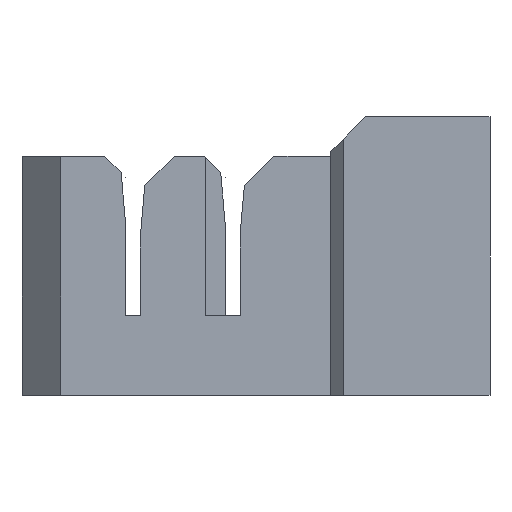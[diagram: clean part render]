
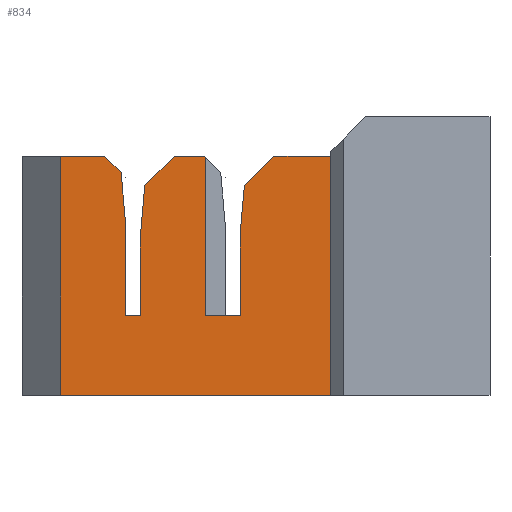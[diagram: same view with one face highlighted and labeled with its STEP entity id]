
A CAD part, front view. The second image highlights one B-rep face of the part: STEP entity #834.
In plain terms, the highlighted planar face has unit normal (0, -1, 0).
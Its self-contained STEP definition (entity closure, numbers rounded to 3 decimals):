
#112 = DIRECTION ( 'NONE',  ( -0.707, 0., 0.707 ) ) ;
#281 = VECTOR ( 'NONE', #9178, 1000. ) ;
#655 = PLANE ( 'NONE',  #5970 ) ;
#707 = ORIENTED_EDGE ( 'NONE', *, *, #7400, .F. ) ;
#749 = VERTEX_POINT ( 'NONE', #775 ) ;
#750 = DIRECTION ( 'NONE',  ( 0., 0., 1. ) ) ;
#775 = CARTESIAN_POINT ( 'NONE',  ( -3.357, -15., 12. ) ) ;
#834 = ADVANCED_FACE ( 'NONE', ( #3775 ), #655, .F. ) ;
#901 = VERTEX_POINT ( 'NONE', #7306 ) ;
#955 = CARTESIAN_POINT ( 'NONE',  ( -5.8, -15., 4. ) ) ;
#1035 = LINE ( 'NONE', #9879, #8542 ) ;
#1066 = ORIENTED_EDGE ( 'NONE', *, *, #5141, .F. ) ;
#1152 = LINE ( 'NONE', #8132, #281 ) ;
#1198 = DIRECTION ( 'NONE',  ( 0., 0., -1. ) ) ;
#1295 = VERTEX_POINT ( 'NONE', #11925 ) ;
#1373 = CARTESIAN_POINT ( 'NONE',  ( -1.843, -15., 12. ) ) ;
#1412 = VERTEX_POINT ( 'NONE', #6903 ) ;
#1584 = VECTOR ( 'NONE', #8573, 1000. ) ;
#1834 = EDGE_CURVE ( 'NONE', #1295, #6505, #2064, .T. ) ;
#1895 = DIRECTION ( 'NONE',  ( 0., 0., 1. ) ) ;
#1909 = ORIENTED_EDGE ( 'NONE', *, *, #9667, .F. ) ;
#1926 = CARTESIAN_POINT ( 'NONE',  ( -0.05, -15., 4. ) ) ;
#1964 = CARTESIAN_POINT ( 'NONE',  ( -2.221, -15., 12.379 ) ) ;
#1999 = ORIENTED_EDGE ( 'NONE', *, *, #7063, .F. ) ;
#2033 = VERTEX_POINT ( 'NONE', #1373 ) ;
#2064 = LINE ( 'NONE', #5529, #4536 ) ;
#2134 = CARTESIAN_POINT ( 'NONE',  ( -11., -15., 12. ) ) ;
#2259 = VECTOR ( 'NONE', #11392, 1000. ) ;
#2263 = VECTOR ( 'NONE', #112, 1000. ) ;
#2431 = CARTESIAN_POINT ( 'NONE',  ( 4.5, -15., 0. ) ) ;
#2476 = EDGE_CURVE ( 'NONE', #1295, #7708, #5576, .T. ) ;
#2490 = DIRECTION ( 'NONE',  ( 0.707, 0., 0.707 ) ) ;
#2530 = DIRECTION ( 'NONE',  ( 0.087, 0., -0.996 ) ) ;
#2539 = VECTOR ( 'NONE', #5253, 1000. ) ;
#2712 = VERTEX_POINT ( 'NONE', #10779 ) ;
#2901 = CARTESIAN_POINT ( 'NONE',  ( -9.058, -15., 12. ) ) ;
#2937 = CARTESIAN_POINT ( 'NONE',  ( 1.643, -15., 12. ) ) ;
#2999 = LINE ( 'NONE', #9341, #7366 ) ;
#3113 = CARTESIAN_POINT ( 'NONE',  ( -5.8, -15., 4. ) ) ;
#3142 = LINE ( 'NONE', #1964, #2263 ) ;
#3186 = ORIENTED_EDGE ( 'NONE', *, *, #9885, .F. ) ;
#3298 = VERTEX_POINT ( 'NONE', #2937 ) ;
#3373 = CARTESIAN_POINT ( 'NONE',  ( -1.8, -15., 11.957 ) ) ;
#3507 = VERTEX_POINT ( 'NONE', #3373 ) ;
#3508 = CARTESIAN_POINT ( 'NONE',  ( 4.5, -15., 12. ) ) ;
#3536 = VECTOR ( 'NONE', #1198, 1000. ) ;
#3571 = EDGE_CURVE ( 'NONE', #8534, #7530, #3792, .T. ) ;
#3579 = ORIENTED_EDGE ( 'NONE', *, *, #11644, .T. ) ;
#3775 = FACE_OUTER_BOUND ( 'NONE', #11197, .T. ) ;
#3792 = LINE ( 'NONE', #5501, #11010 ) ;
#3805 = CARTESIAN_POINT ( 'NONE',  ( -6.843, -15., 12. ) ) ;
#3826 = CARTESIAN_POINT ( 'NONE',  ( -9.058, -15., 0. ) ) ;
#3922 = CARTESIAN_POINT ( 'NONE',  ( -4.835, -15., 10.523 ) ) ;
#3981 = ORIENTED_EDGE ( 'NONE', *, *, #4439, .T. ) ;
#3987 = VECTOR ( 'NONE', #2530, 1000. ) ;
#4022 = VECTOR ( 'NONE', #10752, 1000. ) ;
#4180 = CARTESIAN_POINT ( 'NONE',  ( -5.05, -15., 8.062 ) ) ;
#4375 = CARTESIAN_POINT ( 'NONE',  ( -11., -15., 12. ) ) ;
#4439 = EDGE_CURVE ( 'NONE', #2033, #749, #5071, .T. ) ;
#4444 = LINE ( 'NONE', #11600, #4022 ) ;
#4446 = DIRECTION ( 'NONE',  ( -1., 0., 0. ) ) ;
#4452 = EDGE_CURVE ( 'NONE', #6368, #11238, #9674, .T. ) ;
#4484 = VERTEX_POINT ( 'NONE', #7171 ) ;
#4531 = DIRECTION ( 'NONE',  ( 0., 0., 1. ) ) ;
#4536 = VECTOR ( 'NONE', #6411, 1000. ) ;
#4971 = VERTEX_POINT ( 'NONE', #3826 ) ;
#5071 = LINE ( 'NONE', #2134, #8963 ) ;
#5141 = EDGE_CURVE ( 'NONE', #1412, #7708, #11106, .T. ) ;
#5150 = LINE ( 'NONE', #6189, #2539 ) ;
#5253 = DIRECTION ( 'NONE',  ( 1., 0., 0. ) ) ;
#5299 = CARTESIAN_POINT ( 'NONE',  ( -6.022, -15., 11.179 ) ) ;
#5428 = CARTESIAN_POINT ( 'NONE',  ( -6.022, -15., 11.179 ) ) ;
#5455 = EDGE_CURVE ( 'NONE', #2712, #4484, #4444, .T. ) ;
#5500 = VECTOR ( 'NONE', #11605, 1000. ) ;
#5501 = CARTESIAN_POINT ( 'NONE',  ( 4.5, -15., 14. ) ) ;
#5529 = CARTESIAN_POINT ( 'NONE',  ( -5.05, -15., 12. ) ) ;
#5576 = LINE ( 'NONE', #3113, #7856 ) ;
#5686 = ORIENTED_EDGE ( 'NONE', *, *, #8946, .F. ) ;
#5970 = AXIS2_PLACEMENT_3D ( 'NONE', #4375, #7179, #4531 ) ;
#6026 = EDGE_CURVE ( 'NONE', #10934, #749, #11081, .T. ) ;
#6189 = CARTESIAN_POINT ( 'NONE',  ( -11., -15., 12. ) ) ;
#6325 = CARTESIAN_POINT ( 'NONE',  ( -11., -15., 12. ) ) ;
#6365 = DIRECTION ( 'NONE',  ( 0.707, 0., -0.707 ) ) ;
#6368 = VERTEX_POINT ( 'NONE', #3805 ) ;
#6411 = DIRECTION ( 'NONE',  ( 0., 0., 1. ) ) ;
#6462 = LINE ( 'NONE', #5299, #3987 ) ;
#6476 = VERTEX_POINT ( 'NONE', #1926 ) ;
#6505 = VERTEX_POINT ( 'NONE', #8679 ) ;
#6507 = LINE ( 'NONE', #4180, #5500 ) ;
#6580 = ORIENTED_EDGE ( 'NONE', *, *, #10425, .T. ) ;
#6673 = EDGE_CURVE ( 'NONE', #9446, #6368, #5150, .T. ) ;
#6696 = CARTESIAN_POINT ( 'NONE',  ( -0.05, -15., 12. ) ) ;
#6727 = ORIENTED_EDGE ( 'NONE', *, *, #6768, .F. ) ;
#6768 = EDGE_CURVE ( 'NONE', #11238, #1412, #6462, .T. ) ;
#6844 = ORIENTED_EDGE ( 'NONE', *, *, #4452, .F. ) ;
#6903 = CARTESIAN_POINT ( 'NONE',  ( -5.8, -15., 8.642 ) ) ;
#6984 = ORIENTED_EDGE ( 'NONE', *, *, #1834, .F. ) ;
#7012 = ORIENTED_EDGE ( 'NONE', *, *, #6026, .F. ) ;
#7063 = EDGE_CURVE ( 'NONE', #3507, #901, #11058, .T. ) ;
#7171 = CARTESIAN_POINT ( 'NONE',  ( 0.165, -15., 10.523 ) ) ;
#7179 = DIRECTION ( 'NONE',  ( 0., 1., 0. ) ) ;
#7306 = CARTESIAN_POINT ( 'NONE',  ( -1.8, -15., 4. ) ) ;
#7366 = VECTOR ( 'NONE', #1895, 1000. ) ;
#7400 = EDGE_CURVE ( 'NONE', #901, #6476, #9596, .T. ) ;
#7530 = VERTEX_POINT ( 'NONE', #3508 ) ;
#7708 = VERTEX_POINT ( 'NONE', #955 ) ;
#7791 = DIRECTION ( 'NONE',  ( 1., 0., 0. ) ) ;
#7856 = VECTOR ( 'NONE', #11395, 1000. ) ;
#8092 = EDGE_CURVE ( 'NONE', #4484, #3298, #1035, .T. ) ;
#8132 = CARTESIAN_POINT ( 'NONE',  ( -11., -15., 0. ) ) ;
#8357 = ORIENTED_EDGE ( 'NONE', *, *, #5455, .F. ) ;
#8534 = VERTEX_POINT ( 'NONE', #2431 ) ;
#8542 = VECTOR ( 'NONE', #2490, 1000. ) ;
#8573 = DIRECTION ( 'NONE',  ( 0., 0., 1. ) ) ;
#8607 = CARTESIAN_POINT ( 'NONE',  ( -6.843, -15., 12. ) ) ;
#8679 = CARTESIAN_POINT ( 'NONE',  ( -5.05, -15., 8.062 ) ) ;
#8735 = EDGE_CURVE ( 'NONE', #8534, #4971, #1152, .T. ) ;
#8875 = VECTOR ( 'NONE', #7791, 1000. ) ;
#8881 = CARTESIAN_POINT ( 'NONE',  ( -5.8, -15., 12. ) ) ;
#8946 = EDGE_CURVE ( 'NONE', #6476, #2712, #10974, .T. ) ;
#8963 = VECTOR ( 'NONE', #4446, 1000. ) ;
#9178 = DIRECTION ( 'NONE',  ( -1., 0., 0. ) ) ;
#9225 = VECTOR ( 'NONE', #10702, 1000. ) ;
#9341 = CARTESIAN_POINT ( 'NONE',  ( -9.058, -15., 12. ) ) ;
#9446 = VERTEX_POINT ( 'NONE', #2901 ) ;
#9466 = VECTOR ( 'NONE', #11863, 1000. ) ;
#9512 = CARTESIAN_POINT ( 'NONE',  ( -1.8, -15., 12. ) ) ;
#9523 = CARTESIAN_POINT ( 'NONE',  ( -11., -15., 4. ) ) ;
#9596 = LINE ( 'NONE', #9523, #8875 ) ;
#9667 = EDGE_CURVE ( 'NONE', #6505, #10934, #6507, .T. ) ;
#9674 = LINE ( 'NONE', #8607, #10835 ) ;
#9879 = CARTESIAN_POINT ( 'NONE',  ( 0.165, -15., 10.523 ) ) ;
#9885 = EDGE_CURVE ( 'NONE', #4971, #9446, #2999, .T. ) ;
#10181 = ORIENTED_EDGE ( 'NONE', *, *, #8735, .F. ) ;
#10238 = ORIENTED_EDGE ( 'NONE', *, *, #6673, .F. ) ;
#10425 = EDGE_CURVE ( 'NONE', #3507, #2033, #3142, .T. ) ;
#10463 = LINE ( 'NONE', #6325, #9466 ) ;
#10500 = CARTESIAN_POINT ( 'NONE',  ( -4.835, -15., 10.523 ) ) ;
#10702 = DIRECTION ( 'NONE',  ( 0., 0., -1. ) ) ;
#10752 = DIRECTION ( 'NONE',  ( 0.087, 0., 0.996 ) ) ;
#10779 = CARTESIAN_POINT ( 'NONE',  ( -0.05, -15., 8.062 ) ) ;
#10826 = ORIENTED_EDGE ( 'NONE', *, *, #2476, .T. ) ;
#10835 = VECTOR ( 'NONE', #6365, 1000. ) ;
#10934 = VERTEX_POINT ( 'NONE', #3922 ) ;
#10974 = LINE ( 'NONE', #6696, #1584 ) ;
#11010 = VECTOR ( 'NONE', #750, 1000. ) ;
#11058 = LINE ( 'NONE', #9512, #3536 ) ;
#11081 = LINE ( 'NONE', #10500, #2259 ) ;
#11106 = LINE ( 'NONE', #8881, #9225 ) ;
#11197 = EDGE_LOOP ( 'NONE', ( #3579, #11427, #8357, #5686, #707, #1999, #6580, #3981, #7012, #1909, #6984, #10826, #1066, #6727, #6844, #10238, #3186, #10181, #11990 ) ) ;
#11238 = VERTEX_POINT ( 'NONE', #5428 ) ;
#11392 = DIRECTION ( 'NONE',  ( 0.707, 0., 0.707 ) ) ;
#11395 = DIRECTION ( 'NONE',  ( -1., 0., 0. ) ) ;
#11427 = ORIENTED_EDGE ( 'NONE', *, *, #8092, .F. ) ;
#11600 = CARTESIAN_POINT ( 'NONE',  ( -0.05, -15., 8.062 ) ) ;
#11605 = DIRECTION ( 'NONE',  ( 0.087, 0., 0.996 ) ) ;
#11644 = EDGE_CURVE ( 'NONE', #7530, #3298, #10463, .T. ) ;
#11863 = DIRECTION ( 'NONE',  ( -1., 0., 0. ) ) ;
#11925 = CARTESIAN_POINT ( 'NONE',  ( -5.05, -15., 4. ) ) ;
#11990 = ORIENTED_EDGE ( 'NONE', *, *, #3571, .T. ) ;
